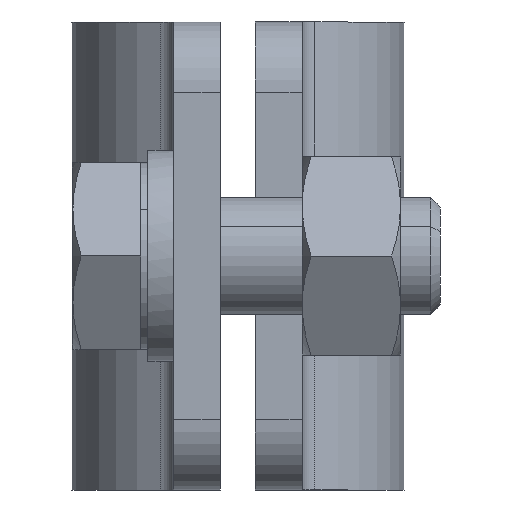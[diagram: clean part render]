
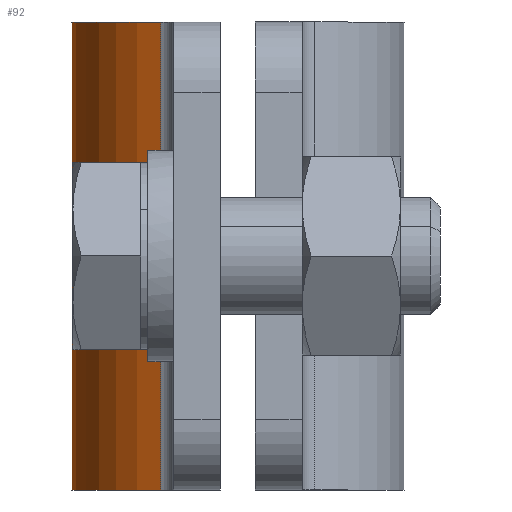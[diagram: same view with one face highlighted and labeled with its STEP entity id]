
A CAD part, left-side view. The second image highlights one B-rep face of the part: STEP entity #92.
In plain terms, the highlighted cylindrical face has radius 14.25 mm (diameter 28.5 mm), a partial arc.
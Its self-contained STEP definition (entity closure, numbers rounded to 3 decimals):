
#65 = CARTESIAN_POINT ( 'NONE',  ( 0., 0., 20. ) ) ;
#92 = ADVANCED_FACE ( 'NONE', ( #743 ), #3773, .T. ) ;
#131 = CARTESIAN_POINT ( 'NONE',  ( 0., 0., 20. ) ) ;
#430 = ORIENTED_EDGE ( 'NONE', *, *, #3577, .T. ) ;
#605 = VERTEX_POINT ( 'NONE', #2621 ) ;
#743 = FACE_OUTER_BOUND ( 'NONE', #1595, .T. ) ;
#915 = AXIS2_PLACEMENT_3D ( 'NONE', #4047, #1877, #2785 ) ;
#954 = VERTEX_POINT ( 'NONE', #4017 ) ;
#1104 = CARTESIAN_POINT ( 'NONE',  ( 12.641, 6.577, 20. ) ) ;
#1164 = LINE ( 'NONE', #1104, #3068 ) ;
#1299 = AXIS2_PLACEMENT_3D ( 'NONE', #131, #2623, #3887 ) ;
#1324 = EDGE_CURVE ( 'NONE', #954, #3877, #1164, .T. ) ;
#1380 = CARTESIAN_POINT ( 'NONE',  ( 12.641, 6.577, -20. ) ) ;
#1382 = LINE ( 'NONE', #3015, #4015 ) ;
#1458 = DIRECTION ( 'NONE',  ( 0., 0., -1. ) ) ;
#1475 = CIRCLE ( 'NONE', #915, 14.25 ) ;
#1506 = CARTESIAN_POINT ( 'NONE',  ( -12.641, 6.577, -20. ) ) ;
#1595 = EDGE_LOOP ( 'NONE', ( #430, #3415, #1993, #2163 ) ) ;
#1877 = DIRECTION ( 'NONE',  ( 0., 0., 1. ) ) ;
#1993 = ORIENTED_EDGE ( 'NONE', *, *, #2757, .F. ) ;
#2064 = VERTEX_POINT ( 'NONE', #1506 ) ;
#2163 = ORIENTED_EDGE ( 'NONE', *, *, #1324, .T. ) ;
#2427 = DIRECTION ( 'NONE',  ( 0., 0., -1. ) ) ;
#2621 = CARTESIAN_POINT ( 'NONE',  ( -12.641, 6.577, 20. ) ) ;
#2623 = DIRECTION ( 'NONE',  ( 0., 0., -1. ) ) ;
#2638 = CIRCLE ( 'NONE', #3665, 14.25 ) ;
#2757 = EDGE_CURVE ( 'NONE', #954, #605, #2638, .T. ) ;
#2785 = DIRECTION ( 'NONE',  ( 1., 0., 0. ) ) ;
#2885 = DIRECTION ( 'NONE',  ( 1., 0., 0. ) ) ;
#3015 = CARTESIAN_POINT ( 'NONE',  ( -12.641, 6.577, 20. ) ) ;
#3068 = VECTOR ( 'NONE', #1458, 1000. ) ;
#3415 = ORIENTED_EDGE ( 'NONE', *, *, #3513, .F. ) ;
#3513 = EDGE_CURVE ( 'NONE', #605, #2064, #1382, .T. ) ;
#3577 = EDGE_CURVE ( 'NONE', #3877, #2064, #1475, .T. ) ;
#3665 = AXIS2_PLACEMENT_3D ( 'NONE', #65, #3839, #2885 ) ;
#3773 = CYLINDRICAL_SURFACE ( 'NONE', #1299, 14.25 ) ;
#3839 = DIRECTION ( 'NONE',  ( 0., 0., 1. ) ) ;
#3877 = VERTEX_POINT ( 'NONE', #1380 ) ;
#3887 = DIRECTION ( 'NONE',  ( -1., 0., 0. ) ) ;
#4015 = VECTOR ( 'NONE', #2427, 1000. ) ;
#4017 = CARTESIAN_POINT ( 'NONE',  ( 12.641, 6.577, 20. ) ) ;
#4047 = CARTESIAN_POINT ( 'NONE',  ( 0., 0., -20. ) ) ;
